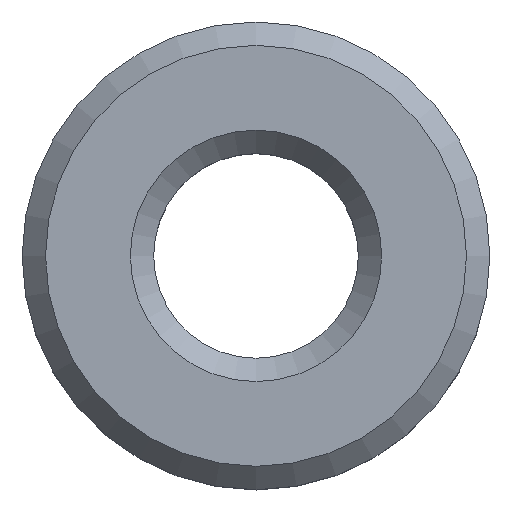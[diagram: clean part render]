
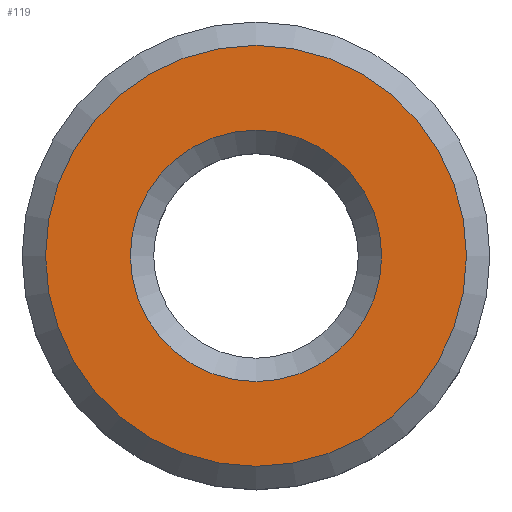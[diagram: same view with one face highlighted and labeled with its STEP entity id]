
A CAD part, top view. The second image highlights one B-rep face of the part: STEP entity #119.
In plain terms, the highlighted planar face has unit normal (0, 0, 1).
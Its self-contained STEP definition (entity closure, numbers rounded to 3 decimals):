
#18=FACE_BOUND('',#37,.T.);
#20=PLANE('',#148);
#27=FACE_OUTER_BOUND('',#36,.T.);
#36=EDGE_LOOP('',(#103));
#37=EDGE_LOOP('',(#104));
#57=CIRCLE('',#147,3.6);
#58=CIRCLE('',#149,2.15);
#65=VERTEX_POINT('',#214);
#66=VERTEX_POINT('',#218);
#77=EDGE_CURVE('',#65,#65,#57,.T.);
#79=EDGE_CURVE('',#66,#66,#58,.T.);
#103=ORIENTED_EDGE('',*,*,#77,.F.);
#104=ORIENTED_EDGE('',*,*,#79,.F.);
#119=ADVANCED_FACE('',(#27,#18),#20,.T.);
#147=AXIS2_PLACEMENT_3D('',#215,#181,#182);
#148=AXIS2_PLACEMENT_3D('',#217,#184,#185);
#149=AXIS2_PLACEMENT_3D('',#219,#186,#187);
#181=DIRECTION('center_axis',(0.,0.,-1.));
#182=DIRECTION('ref_axis',(1.,0.,0.));
#184=DIRECTION('center_axis',(0.,0.,1.));
#185=DIRECTION('ref_axis',(1.,0.,0.));
#186=DIRECTION('center_axis',(0.,0.,1.));
#187=DIRECTION('ref_axis',(1.,0.,0.));
#214=CARTESIAN_POINT('',(20.9,-29.,3.));
#215=CARTESIAN_POINT('Origin',(24.5,-29.,3.));
#217=CARTESIAN_POINT('Origin',(24.5,-29.,3.));
#218=CARTESIAN_POINT('',(22.35,-29.,3.));
#219=CARTESIAN_POINT('Origin',(24.5,-29.,3.));
